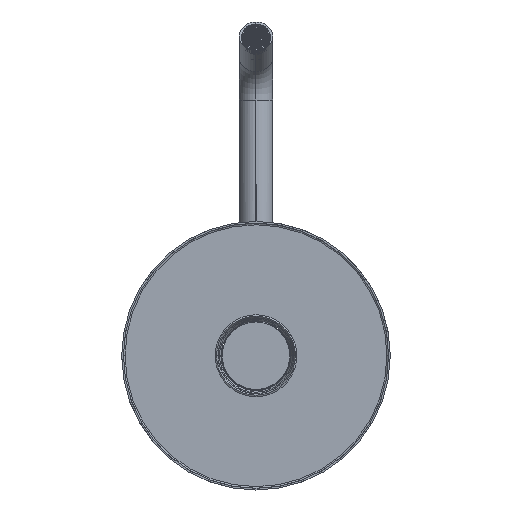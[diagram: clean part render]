
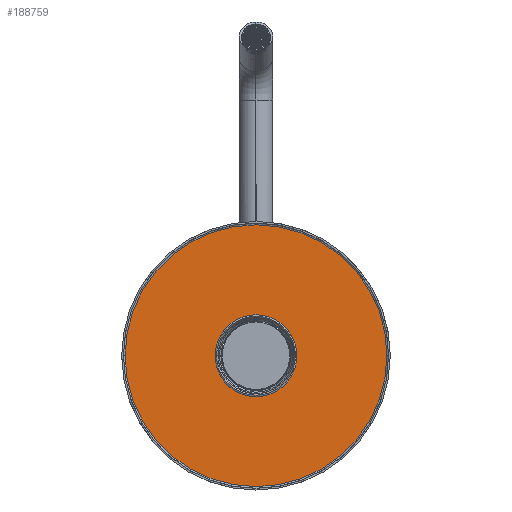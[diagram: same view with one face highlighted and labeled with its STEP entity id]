
A CAD part, front view. The second image highlights one B-rep face of the part: STEP entity #188759.
In plain terms, the highlighted planar face has unit normal (0, -1, 0).
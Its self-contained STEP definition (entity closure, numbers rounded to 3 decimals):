
#188299=CARTESIAN_POINT('',(0.,-721.,0.));
#188300=DIRECTION('',(0.,-1.,0.));
#188301=DIRECTION('',(1.,0.,0.));
#188302=AXIS2_PLACEMENT_3D('',#188299,#188300,#188301);
#188304=CARTESIAN_POINT('',(0.,-721.,0.));
#188305=DIRECTION('',(0.,-1.,0.));
#188306=DIRECTION('',(-1.,0.,0.));
#188307=AXIS2_PLACEMENT_3D('',#188304,#188305,#188306);
#188309=CARTESIAN_POINT('',(0.,-721.,0.));
#188310=DIRECTION('',(0.,1.,0.));
#188311=DIRECTION('',(-1.,0.,0.));
#188312=AXIS2_PLACEMENT_3D('',#188309,#188310,#188311);
#188314=CARTESIAN_POINT('',(0.,-721.,0.));
#188315=DIRECTION('',(0.,1.,0.));
#188316=DIRECTION('',(1.,0.,-0.022));
#188317=AXIS2_PLACEMENT_3D('',#188314,#188315,#188316);
#188319=CARTESIAN_POINT('',(0.,-721.,0.));
#188320=DIRECTION('',(0.,1.,0.));
#188321=DIRECTION('',(1.,0.,0.));
#188322=AXIS2_PLACEMENT_3D('',#188319,#188320,#188321);
#188324=CARTESIAN_POINT('',(0.,-721.,0.));
#188325=DIRECTION('',(0.,1.,0.));
#188326=DIRECTION('',(-1.,0.,0.022));
#188327=AXIS2_PLACEMENT_3D('',#188324,#188325,#188326);
#188344=CARTESIAN_POINT('',(0.,-721.,0.));
#188345=DIRECTION('',(0.,1.,0.));
#188346=DIRECTION('',(-1.,0.,0.));
#188347=AXIS2_PLACEMENT_3D('',#188344,#188345,#188346);
#188364=CARTESIAN_POINT('',(0.,-721.,0.));
#188365=DIRECTION('',(0.,1.,0.));
#188366=DIRECTION('',(1.,0.,0.));
#188367=AXIS2_PLACEMENT_3D('',#188364,#188365,#188366);
#188400=CARTESIAN_POINT('',(78.,-721.,0.));
#188401=VERTEX_POINT('',#188400);
#188402=CARTESIAN_POINT('',(-78.,-721.,0.));
#188403=CARTESIAN_POINT('',(77.999,-721.,-0.338));
#188404=VERTEX_POINT('',#188402);
#188405=VERTEX_POINT('',#188403);
#188406=CARTESIAN_POINT('',(-77.999,-721.,0.338));
#188407=VERTEX_POINT('',#188406);
#188410=CARTESIAN_POINT('',(-23.458,-721.,0.515));
#188411=CARTESIAN_POINT('',(23.464,-721.,0.));
#188412=VERTEX_POINT('',#188410);
#188413=VERTEX_POINT('',#188411);
#188414=CARTESIAN_POINT('',(-23.464,-721.,0.));
#188415=VERTEX_POINT('',#188414);
#188416=CARTESIAN_POINT('',(23.458,-721.,-0.515));
#188417=VERTEX_POINT('',#188416);
#188738=CARTESIAN_POINT('',(0.,-721.,0.));
#188739=DIRECTION('',(0.,1.,0.));
#188740=DIRECTION('',(1.,0.,0.));
#188741=AXIS2_PLACEMENT_3D('',#188738,#188739,#188740);
#188742=PLANE('',#188741);
#188744=ORIENTED_EDGE('',*,*,#188743,.F.);
#188746=ORIENTED_EDGE('',*,*,#188745,.T.);
#188748=ORIENTED_EDGE('',*,*,#188747,.F.);
#188750=ORIENTED_EDGE('',*,*,#188749,.T.);
#188751=EDGE_LOOP('',(#188744,#188746,#188748,#188750));
#188752=FACE_OUTER_BOUND('',#188751,.F.);
#188753=ORIENTED_EDGE('',*,*,#188726,.F.);
#188754=ORIENTED_EDGE('',*,*,#188707,.F.);
#188755=ORIENTED_EDGE('',*,*,#188705,.F.);
#188756=ORIENTED_EDGE('',*,*,#188728,.F.);
#188757=EDGE_LOOP('',(#188753,#188754,#188755,#188756));
#188758=FACE_BOUND('',#188757,.F.);
#188759=ADVANCED_FACE('',(#188752,#188758),#188742,.F.);
#188303=CIRCLE('',#188302,78.);
#188308=CIRCLE('',#188307,78.);
#188313=CIRCLE('',#188312,23.464);
#188318=CIRCLE('',#188317,23.464);
#188323=CIRCLE('',#188322,23.464);
#188328=CIRCLE('',#188327,23.464);
#188348=CIRCLE('',#188347,78.);
#188368=CIRCLE('',#188367,78.);
#188705=EDGE_CURVE('',#188413,#188417,#188323,.T.);
#188707=EDGE_CURVE('',#188417,#188415,#188318,.T.);
#188726=EDGE_CURVE('',#188415,#188412,#188313,.T.);
#188728=EDGE_CURVE('',#188412,#188413,#188328,.T.);
#188743=EDGE_CURVE('',#188401,#188407,#188303,.T.);
#188745=EDGE_CURVE('',#188401,#188405,#188368,.T.);
#188747=EDGE_CURVE('',#188404,#188405,#188308,.T.);
#188749=EDGE_CURVE('',#188404,#188407,#188348,.T.);
